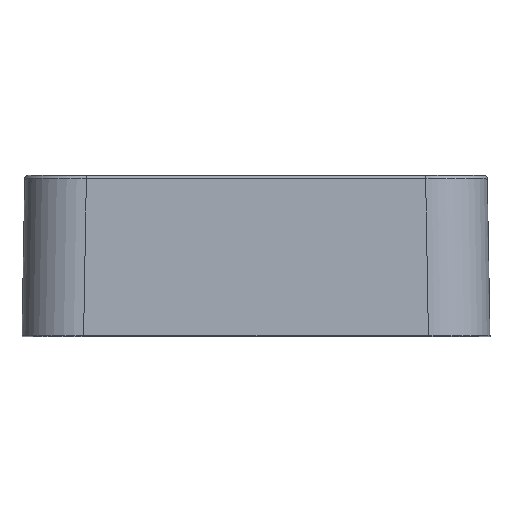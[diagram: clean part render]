
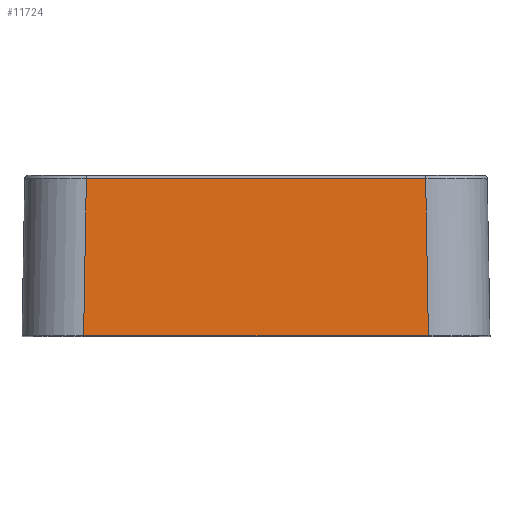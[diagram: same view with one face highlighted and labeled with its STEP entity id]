
A CAD part, top view. The second image highlights one B-rep face of the part: STEP entity #11724.
In plain terms, the highlighted planar face has unit normal (0, 0.044, 0.999).
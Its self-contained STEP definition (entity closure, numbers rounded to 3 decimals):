
#1136 = DIRECTION ( 'NONE',  ( -1., 0., 0. ) ) ;
#1453 = CARTESIAN_POINT ( 'NONE',  ( 139.855, -130., 259.561 ) ) ;
#5923 = CARTESIAN_POINT ( 'NONE',  ( 187.555, 0., 253.885 ) ) ;
#7699 = DIRECTION ( 'NONE',  ( -0.017, 0.999, -0.044 ) ) ;
#10585 = DIRECTION ( 'NONE',  ( 0., 0.044, 0.999 ) ) ;
#11724 = ADVANCED_FACE ( 'NONE', ( #61045 ), #59622, .T. ) ;
#12720 = LINE ( 'NONE', #67825, #52834 ) ;
#12731 = EDGE_CURVE ( 'NONE', #28841, #53640, #50184, .T. ) ;
#19667 = VECTOR ( 'NONE', #36663, 1000. ) ;
#21283 = CARTESIAN_POINT ( 'NONE',  ( 187.555, -2.869, 254.01 ) ) ;
#23369 = ORIENTED_EDGE ( 'NONE', *, *, #31824, .T. ) ;
#23403 = VECTOR ( 'NONE', #1136, 1000. ) ;
#27666 = CARTESIAN_POINT ( 'NONE',  ( 187.555, -130., 259.561 ) ) ;
#28841 = VERTEX_POINT ( 'NONE', #1453 ) ;
#30021 = EDGE_CURVE ( 'NONE', #28841, #51607, #12720, .T. ) ;
#31133 = VERTEX_POINT ( 'NONE', #36635 ) ;
#31824 = EDGE_CURVE ( 'NONE', #51607, #31133, #32023, .T. ) ;
#32023 = LINE ( 'NONE', #21283, #19667 ) ;
#32148 = AXIS2_PLACEMENT_3D ( 'NONE', #5923, #10585, #49590 ) ;
#33107 = EDGE_CURVE ( 'NONE', #31133, #53640, #34638, .T. ) ;
#34638 = LINE ( 'NONE', #51108, #45928 ) ;
#36635 = CARTESIAN_POINT ( 'NONE',  ( -137.636, -2.869, 254.01 ) ) ;
#36663 = DIRECTION ( 'NONE',  ( -1., 0., 0. ) ) ;
#41394 = EDGE_LOOP ( 'NONE', ( #62455, #49701, #23369, #54724 ) ) ;
#45928 = VECTOR ( 'NONE', #67920, 1000. ) ;
#49059 = CARTESIAN_POINT ( 'NONE',  ( -139.855, -130., 259.561 ) ) ;
#49590 = DIRECTION ( 'NONE',  ( 0., -0.999, 0.044 ) ) ;
#49701 = ORIENTED_EDGE ( 'NONE', *, *, #30021, .T. ) ;
#50184 = LINE ( 'NONE', #27666, #23403 ) ;
#51108 = CARTESIAN_POINT ( 'NONE',  ( -137.487, 5.663, 253.638 ) ) ;
#51607 = VERTEX_POINT ( 'NONE', #58813 ) ;
#52834 = VECTOR ( 'NONE', #7699, 1000. ) ;
#53640 = VERTEX_POINT ( 'NONE', #49059 ) ;
#54724 = ORIENTED_EDGE ( 'NONE', *, *, #33107, .T. ) ;
#58813 = CARTESIAN_POINT ( 'NONE',  ( 137.636, -2.869, 254.01 ) ) ;
#59622 = PLANE ( 'NONE',  #32148 ) ;
#61045 = FACE_OUTER_BOUND ( 'NONE', #41394, .T. ) ;
#62455 = ORIENTED_EDGE ( 'NONE', *, *, #12731, .F. ) ;
#67825 = CARTESIAN_POINT ( 'NONE',  ( 137.601, -0.87, 253.923 ) ) ;
#67920 = DIRECTION ( 'NONE',  ( -0.017, -0.999, 0.044 ) ) ;
